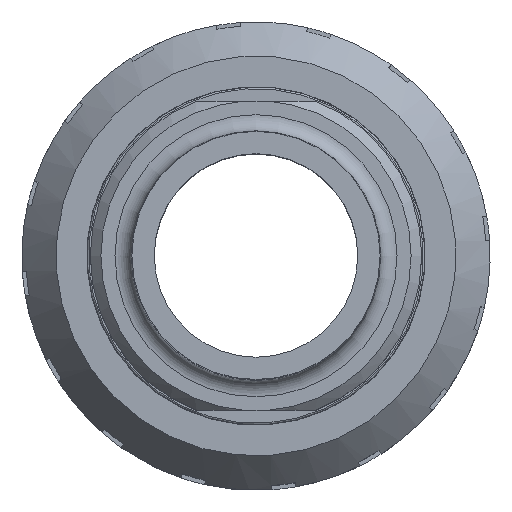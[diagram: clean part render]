
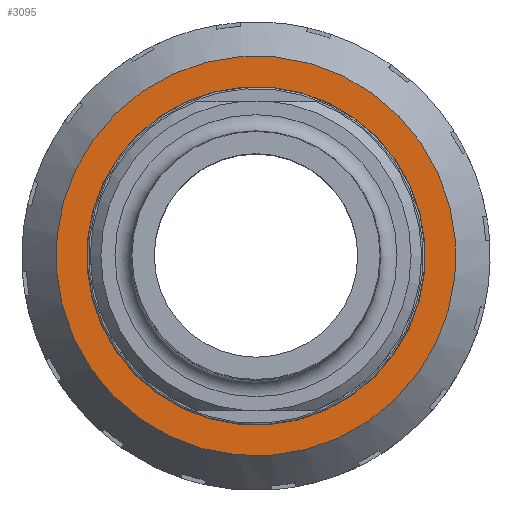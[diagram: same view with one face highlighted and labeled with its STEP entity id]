
A CAD part, top view. The second image highlights one B-rep face of the part: STEP entity #3095.
In plain terms, the highlighted face is planar.
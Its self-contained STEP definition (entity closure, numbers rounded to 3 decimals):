
#122=FACE_BOUND($,#592,.T.);
#226=PLANE($,#3442);
#387=FACE_OUTER_BOUND($,#591,.T.);
#591=EDGE_LOOP($,(#2785));
#592=EDGE_LOOP($,(#2786));
#1232=CIRCLE($,#3435,24.555);
#1235=CIRCLE($,#3443,20.8);
#1535=VERTEX_POINT($,#5350);
#1540=VERTEX_POINT($,#5369);
#1970=EDGE_CURVE($,#1535,#1535,#1232,.T.);
#1979=EDGE_CURVE($,#1540,#1540,#1235,.T.);
#2785=ORIENTED_EDGE($,*,*,#1970,.F.);
#2786=ORIENTED_EDGE($,*,*,#1979,.T.);
#3095=ADVANCED_FACE($,(#387,#122),#226,.T.);
#3435=AXIS2_PLACEMENT_3D($,#5351,#4339,#4340);
#3442=AXIS2_PLACEMENT_3D($,#5368,#4359,#4360);
#3443=AXIS2_PLACEMENT_3D($,#5370,#4361,#4362);
#4339=DIRECTION('center_axis',(0.,0.,1.));
#4340=DIRECTION('ref_axis',(0.,-1.,0.));
#4359=DIRECTION('center_axis',(0.,0.,-1.));
#4360=DIRECTION('ref_axis',(-1.,0.,0.));
#4361=DIRECTION('center_axis',(0.,0.,1.));
#4362=DIRECTION('ref_axis',(0.,-1.,0.));
#5350=CARTESIAN_POINT('',(0.,-24.555,0.));
#5351=CARTESIAN_POINT('Origin',(0.,0.,0.));
#5368=CARTESIAN_POINT('Origin',(0.,-22.677,0.));
#5369=CARTESIAN_POINT('',(0.,-20.8,0.));
#5370=CARTESIAN_POINT('Origin',(0.,0.,0.));
